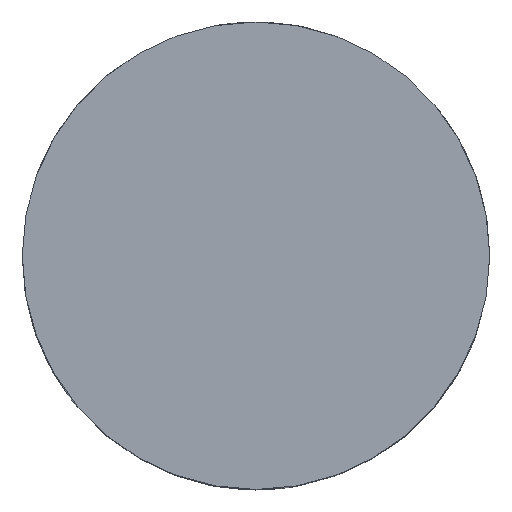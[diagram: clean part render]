
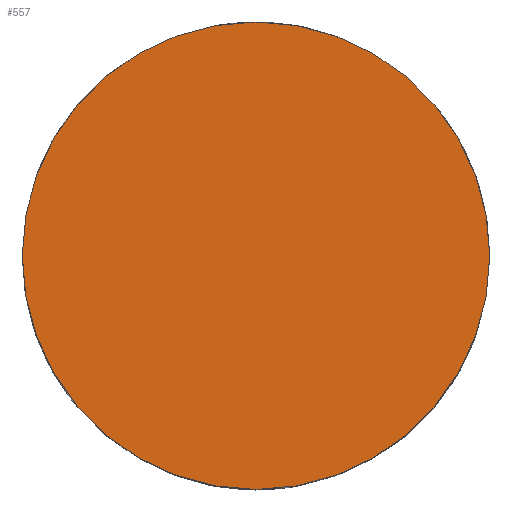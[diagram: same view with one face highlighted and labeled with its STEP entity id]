
A CAD part, top view. The second image highlights one B-rep face of the part: STEP entity #557.
In plain terms, the highlighted planar face has unit normal (0, 0, 1).
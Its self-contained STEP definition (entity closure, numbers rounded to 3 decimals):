
#34 = CARTESIAN_POINT ( 'NONE',  ( 0., 0., 7.25 ) ) ;
#115 = CARTESIAN_POINT ( 'NONE',  ( 0., 0., 7.25 ) ) ;
#130 = DIRECTION ( 'NONE',  ( 1., 0., 0. ) ) ;
#237 = DIRECTION ( 'NONE',  ( 1., 0., 0. ) ) ;
#239 = AXIS2_PLACEMENT_3D ( 'NONE', #34, #635, #130 ) ;
#264 = CIRCLE ( 'NONE', #1477, 5.5 ) ;
#366 = CARTESIAN_POINT ( 'NONE',  ( -5.5, 0., 7.25 ) ) ;
#461 = DIRECTION ( 'NONE',  ( 1., 0., 0. ) ) ;
#540 = AXIS2_PLACEMENT_3D ( 'NONE', #115, #599, #237 ) ;
#557 = ADVANCED_FACE ( 'NONE', ( #1295 ), #1181, .T. ) ;
#567 = CARTESIAN_POINT ( 'NONE',  ( 5.5, 0., 7.25 ) ) ;
#570 = VERTEX_POINT ( 'NONE', #366 ) ;
#599 = DIRECTION ( 'NONE',  ( 0., 0., 1. ) ) ;
#635 = DIRECTION ( 'NONE',  ( 0., 0., 1. ) ) ;
#639 = ORIENTED_EDGE ( 'NONE', *, *, #1237, .T. ) ;
#1046 = DIRECTION ( 'NONE',  ( 0., 0., 1. ) ) ;
#1056 = EDGE_LOOP ( 'NONE', ( #639, #1373 ) ) ;
#1143 = VERTEX_POINT ( 'NONE', #567 ) ;
#1181 = PLANE ( 'NONE',  #540 ) ;
#1228 = CIRCLE ( 'NONE', #239, 5.5 ) ;
#1237 = EDGE_CURVE ( 'NONE', #570, #1143, #264, .T. ) ;
#1295 = FACE_OUTER_BOUND ( 'NONE', #1056, .T. ) ;
#1313 = EDGE_CURVE ( 'NONE', #1143, #570, #1228, .T. ) ;
#1373 = ORIENTED_EDGE ( 'NONE', *, *, #1313, .T. ) ;
#1419 = CARTESIAN_POINT ( 'NONE',  ( 0., 0., 7.25 ) ) ;
#1477 = AXIS2_PLACEMENT_3D ( 'NONE', #1419, #1046, #461 ) ;
